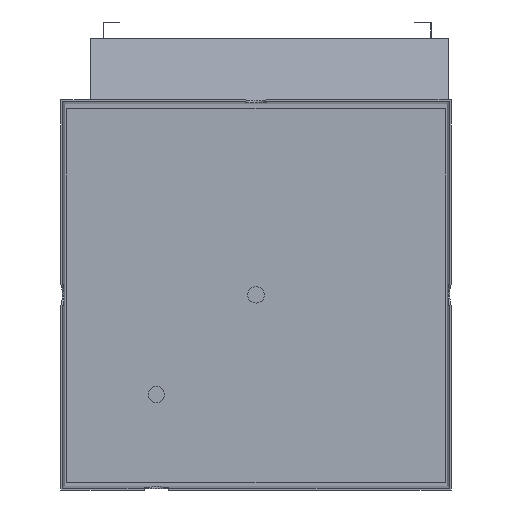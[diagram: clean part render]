
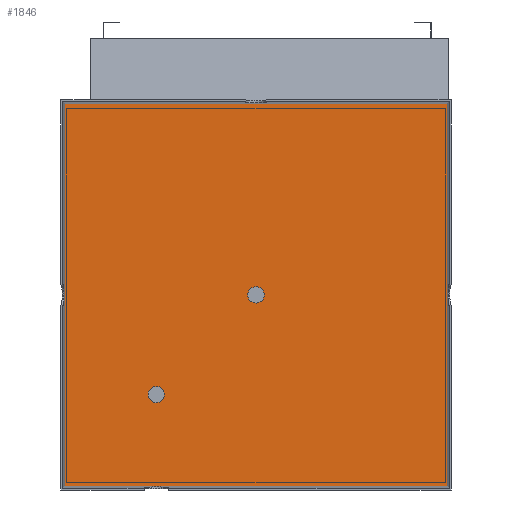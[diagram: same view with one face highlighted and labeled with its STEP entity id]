
A CAD part, front view. The second image highlights one B-rep face of the part: STEP entity #1846.
In plain terms, the highlighted planar face has unit normal (0, -1, 0).
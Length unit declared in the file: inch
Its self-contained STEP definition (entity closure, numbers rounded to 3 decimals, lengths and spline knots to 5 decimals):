
#19 = VERTEX_POINT ( 'NONE', #4699 ) ;
#61 = CARTESIAN_POINT ( 'NONE',  ( 0., -0.33, 0. ) ) ;
#84 = EDGE_CURVE ( 'NONE', #1601, #4870, #1814, .T. ) ;
#94 = ORIENTED_EDGE ( 'NONE', *, *, #1644, .F. ) ;
#165 = CARTESIAN_POINT ( 'NONE',  ( 11.7417, -0.33, 11.7417 ) ) ;
#274 = DIRECTION ( 'NONE',  ( -1., 0., 0. ) ) ;
#305 = CARTESIAN_POINT ( 'NONE',  ( 0., -0.33, 0. ) ) ;
#313 = CARTESIAN_POINT ( 'NONE',  ( -11.7417, -0.33, 11.7417 ) ) ;
#316 = VERTEX_POINT ( 'NONE', #4987 ) ;
#358 = EDGE_CURVE ( 'NONE', #824, #316, #1056, .T. ) ;
#439 = ORIENTED_EDGE ( 'NONE', *, *, #4316, .F. ) ;
#521 = DIRECTION ( 'NONE',  ( 0., -1., 0. ) ) ;
#684 = CIRCLE ( 'NONE', #2928, 0.5 ) ;
#688 = ORIENTED_EDGE ( 'NONE', *, *, #84, .F. ) ;
#742 = CARTESIAN_POINT ( 'NONE',  ( -0.5, -0.33, 0. ) ) ;
#824 = VERTEX_POINT ( 'NONE', #4326 ) ;
#839 = VERTEX_POINT ( 'NONE', #2463 ) ;
#953 = VECTOR ( 'NONE', #4598, 39.37008 ) ;
#1056 = CIRCLE ( 'NONE', #3943, 0.5 ) ;
#1066 = ORIENTED_EDGE ( 'NONE', *, *, #1839, .F. ) ;
#1107 = ORIENTED_EDGE ( 'NONE', *, *, #4112, .T. ) ;
#1373 = VECTOR ( 'NONE', #2958, 39.37008 ) ;
#1496 = LINE ( 'NONE', #313, #953 ) ;
#1566 = FACE_OUTER_BOUND ( 'NONE', #2268, .T. ) ;
#1568 = VERTEX_POINT ( 'NONE', #2400 ) ;
#1569 = EDGE_LOOP ( 'NONE', ( #94, #3155 ) ) ;
#1601 = VERTEX_POINT ( 'NONE', #5029 ) ;
#1631 = CARTESIAN_POINT ( 'NONE',  ( 11.7417, -0.33, -11.7417 ) ) ;
#1644 = EDGE_CURVE ( 'NONE', #316, #824, #684, .T. ) ;
#1645 = ORIENTED_EDGE ( 'NONE', *, *, #4757, .T. ) ;
#1666 = CARTESIAN_POINT ( 'NONE',  ( 0., -0.33, 0. ) ) ;
#1670 = VERTEX_POINT ( 'NONE', #2021 ) ;
#1763 = LINE ( 'NONE', #165, #2393 ) ;
#1814 = CIRCLE ( 'NONE', #4114, 0.5 ) ;
#1839 = EDGE_CURVE ( 'NONE', #839, #1568, #4999, .T. ) ;
#1840 = AXIS2_PLACEMENT_3D ( 'NONE', #1666, #2074, #3208 ) ;
#1846 = ADVANCED_FACE ( 'NONE', ( #1566, #3151, #4236 ), #4682, .F. ) ;
#2021 = CARTESIAN_POINT ( 'NONE',  ( -11.7417, -0.33, -11.7417 ) ) ;
#2074 = DIRECTION ( 'NONE',  ( 0., 1., 0. ) ) ;
#2268 = EDGE_LOOP ( 'NONE', ( #1107, #1645, #439, #1066 ) ) ;
#2350 = CARTESIAN_POINT ( 'NONE',  ( -6.125, -0.33, -6.125 ) ) ;
#2393 = VECTOR ( 'NONE', #4886, 39.37008 ) ;
#2400 = CARTESIAN_POINT ( 'NONE',  ( 11.7417, -0.33, -11.7417 ) ) ;
#2402 = DIRECTION ( 'NONE',  ( 1., 0., 0. ) ) ;
#2445 = VECTOR ( 'NONE', #2701, 39.37008 ) ;
#2463 = CARTESIAN_POINT ( 'NONE',  ( 11.7417, -0.33, 11.7417 ) ) ;
#2510 = CARTESIAN_POINT ( 'NONE',  ( -6.125, -0.33, -6.125 ) ) ;
#2701 = DIRECTION ( 'NONE',  ( 0., 0., -1. ) ) ;
#2873 = LINE ( 'NONE', #1631, #1373 ) ;
#2928 = AXIS2_PLACEMENT_3D ( 'NONE', #2510, #521, #3312 ) ;
#2958 = DIRECTION ( 'NONE',  ( -1., 0., 0. ) ) ;
#3120 = AXIS2_PLACEMENT_3D ( 'NONE', #305, #3754, #274 ) ;
#3151 = FACE_BOUND ( 'NONE', #1569, .T. ) ;
#3155 = ORIENTED_EDGE ( 'NONE', *, *, #358, .F. ) ;
#3208 = DIRECTION ( 'NONE',  ( 1., 0., 0. ) ) ;
#3312 = DIRECTION ( 'NONE',  ( -1., 0., 0. ) ) ;
#3370 = CIRCLE ( 'NONE', #3120, 0.5 ) ;
#3565 = DIRECTION ( 'NONE',  ( 1., 0., 0. ) ) ;
#3577 = EDGE_LOOP ( 'NONE', ( #4772, #688 ) ) ;
#3754 = DIRECTION ( 'NONE',  ( 0., -1., 0. ) ) ;
#3943 = AXIS2_PLACEMENT_3D ( 'NONE', #2350, #4273, #2402 ) ;
#4112 = EDGE_CURVE ( 'NONE', #839, #19, #1763, .T. ) ;
#4114 = AXIS2_PLACEMENT_3D ( 'NONE', #61, #4401, #3565 ) ;
#4236 = FACE_BOUND ( 'NONE', #3577, .T. ) ;
#4273 = DIRECTION ( 'NONE',  ( 0., -1., 0. ) ) ;
#4316 = EDGE_CURVE ( 'NONE', #1568, #1670, #2873, .T. ) ;
#4326 = CARTESIAN_POINT ( 'NONE',  ( -5.625, -0.33, -6.125 ) ) ;
#4401 = DIRECTION ( 'NONE',  ( 0., -1., 0. ) ) ;
#4598 = DIRECTION ( 'NONE',  ( 0., 0., -1. ) ) ;
#4612 = CARTESIAN_POINT ( 'NONE',  ( 11.7417, -0.33, 11.7417 ) ) ;
#4682 = PLANE ( 'NONE',  #1840 ) ;
#4699 = CARTESIAN_POINT ( 'NONE',  ( -11.7417, -0.33, 11.7417 ) ) ;
#4757 = EDGE_CURVE ( 'NONE', #19, #1670, #1496, .T. ) ;
#4772 = ORIENTED_EDGE ( 'NONE', *, *, #4904, .F. ) ;
#4870 = VERTEX_POINT ( 'NONE', #742 ) ;
#4886 = DIRECTION ( 'NONE',  ( -1., 0., 0. ) ) ;
#4904 = EDGE_CURVE ( 'NONE', #4870, #1601, #3370, .T. ) ;
#4987 = CARTESIAN_POINT ( 'NONE',  ( -6.625, -0.33, -6.125 ) ) ;
#4999 = LINE ( 'NONE', #4612, #2445 ) ;
#5029 = CARTESIAN_POINT ( 'NONE',  ( 0.5, -0.33, 0. ) ) ;
